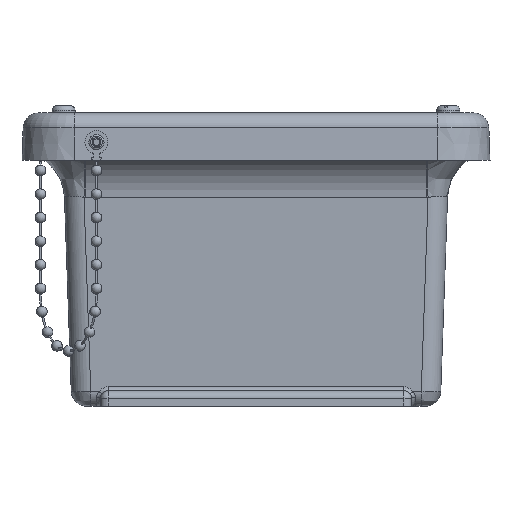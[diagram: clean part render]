
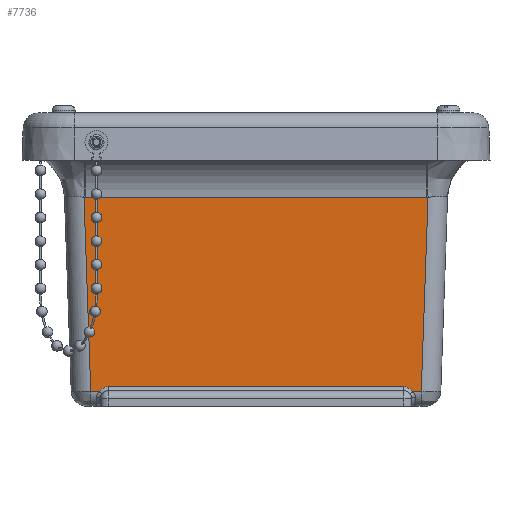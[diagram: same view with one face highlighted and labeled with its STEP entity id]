
A CAD part, front view. The second image highlights one B-rep face of the part: STEP entity #7736.
In plain terms, the highlighted face is planar.
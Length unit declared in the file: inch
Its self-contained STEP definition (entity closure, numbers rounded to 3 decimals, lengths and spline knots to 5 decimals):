
#307=PLANE($,#8298);
#605=LINE($,#12230,#1097);
#610=LINE($,#12545,#1102);
#612=LINE($,#12551,#1104);
#613=LINE($,#12553,#1105);
#614=LINE($,#12557,#1106);
#615=LINE($,#12560,#1107);
#1097=VECTOR($,#9369,4.75);
#1102=VECTOR($,#9410,0.13258);
#1104=VECTOR($,#9416,0.13258);
#1105=VECTOR($,#9417,3.1241);
#1106=VECTOR($,#9420,5.4911);
#1107=VECTOR($,#9423,3.1241);
#1776=FACE_OUTER_BOUND($,#2275,.T.);
#2275=EDGE_LOOP($,(#5437,#5438,#5439,#5440,#5441,#5442,#5443,#5444,#5445,
#5446));
#2897=ELLIPSE($,#8281,0.18811,0.188);
#2898=ELLIPSE($,#8283,0.18811,0.188);
#3035=CIRCLE($,#8299,1.58847);
#3036=CIRCLE($,#8300,1.58847);
#3495=VERTEX_POINT($,#12223);
#3498=VERTEX_POINT($,#12228);
#3499=VERTEX_POINT($,#12280);
#3502=VERTEX_POINT($,#12335);
#3514=VERTEX_POINT($,#12544);
#3516=VERTEX_POINT($,#12550);
#3517=VERTEX_POINT($,#12552);
#3518=VERTEX_POINT($,#12554);
#3519=VERTEX_POINT($,#12556);
#3520=VERTEX_POINT($,#12558);
#4234=EDGE_CURVE($,#3498,#3495,#605,.T.);
#4237=EDGE_CURVE($,#3495,#3499,#2897,.T.);
#4239=EDGE_CURVE($,#3502,#3498,#2898,.T.);
#4258=EDGE_CURVE($,#3499,#3514,#610,.T.);
#4261=EDGE_CURVE($,#3502,#3516,#612,.T.);
#4262=EDGE_CURVE($,#3517,#3516,#613,.T.);
#4263=EDGE_CURVE($,#3518,#3517,#3035,.T.);
#4264=EDGE_CURVE($,#3519,#3518,#614,.T.);
#4265=EDGE_CURVE($,#3520,#3519,#3036,.T.);
#4266=EDGE_CURVE($,#3514,#3520,#615,.T.);
#5437=ORIENTED_EDGE($,*,*,#4237,.F.);
#5438=ORIENTED_EDGE($,*,*,#4234,.F.);
#5439=ORIENTED_EDGE($,*,*,#4239,.F.);
#5440=ORIENTED_EDGE($,*,*,#4261,.T.);
#5441=ORIENTED_EDGE($,*,*,#4262,.F.);
#5442=ORIENTED_EDGE($,*,*,#4263,.F.);
#5443=ORIENTED_EDGE($,*,*,#4264,.F.);
#5444=ORIENTED_EDGE($,*,*,#4265,.F.);
#5445=ORIENTED_EDGE($,*,*,#4266,.F.);
#5446=ORIENTED_EDGE($,*,*,#4258,.F.);
#7736=ADVANCED_FACE($,(#1776),#307,.T.);
#8281=AXIS2_PLACEMENT_3D($,#12284,#9374,#9375);
#8283=AXIS2_PLACEMENT_3D($,#12337,#9378,#9379);
#8298=AXIS2_PLACEMENT_3D($,#12549,#9414,#9415);
#8299=AXIS2_PLACEMENT_3D($,#12555,#9418,#9419);
#8300=AXIS2_PLACEMENT_3D($,#12559,#9421,#9422);
#9369=DIRECTION($,(-1.,0.,0.));
#9374=DIRECTION('center_axis',(0.,-0.035,0.999));
#9375=DIRECTION('ref_axis',(0.,0.999,0.035));
#9378=DIRECTION('center_axis',(0.,-0.035,0.999));
#9379=DIRECTION('ref_axis',(0.,0.999,0.035));
#9410=DIRECTION($,(-1.,0.,0.));
#9414=DIRECTION('center_axis',(0.,-0.035,0.999));
#9415=DIRECTION('ref_axis',(1.,0.,0.));
#9416=DIRECTION($,(1.,0.,0.));
#9417=DIRECTION($,(-0.035,-0.999,-0.035));
#9418=DIRECTION('center_axis',(0.,-0.035,
0.999));
#9419=DIRECTION('ref_axis',(0.013,-0.999,-0.035));
#9420=DIRECTION($,(1.,0.,0.));
#9421=DIRECTION('center_axis',(0.,-0.035,
0.999));
#9422=DIRECTION('ref_axis',(0.,-0.999,-0.035));
#9423=DIRECTION($,(-0.035,0.999,0.035));
#12223=CARTESIAN_POINT('',(-2.375,0.3152,2.97896));
#12228=CARTESIAN_POINT('',(2.375,0.3152,2.97896));
#12230=CARTESIAN_POINT($,(2.375,0.3152,2.97896));
#12280=CARTESIAN_POINT('',(-2.52443,0.24128,2.97638));
#12284=CARTESIAN_POINT('Origin',(-2.375,0.1272,2.97239));
#12335=CARTESIAN_POINT('',(2.52443,0.24128,2.97638));
#12337=CARTESIAN_POINT('Origin',(2.375,0.1272,2.97239));
#12544=CARTESIAN_POINT('',(-2.65702,0.24128,2.97638));
#12545=CARTESIAN_POINT($,(-2.52443,0.24128,2.97638));
#12549=CARTESIAN_POINT('Origin',(2.9624,0.,2.96795));
#12550=CARTESIAN_POINT('',(2.65702,0.24128,2.97638));
#12551=CARTESIAN_POINT($,(2.52443,0.24128,2.97638));
#12552=CARTESIAN_POINT('',(2.76598,3.36158,3.08534));
#12553=CARTESIAN_POINT($,(2.76598,3.36158,3.08534));
#12554=CARTESIAN_POINT('',(2.74555,3.36144,3.08533));
#12555=CARTESIAN_POINT('Origin',(2.74555,4.94894,3.14077));
#12556=CARTESIAN_POINT('',(-2.74555,3.36144,3.08533));
#12557=CARTESIAN_POINT($,(-2.74555,3.36144,3.08533));
#12558=CARTESIAN_POINT('',(-2.76598,3.36158,3.08534));
#12559=CARTESIAN_POINT('Origin',(-2.74555,4.94894,3.14077));
#12560=CARTESIAN_POINT($,(-2.65702,0.24128,2.97638));
